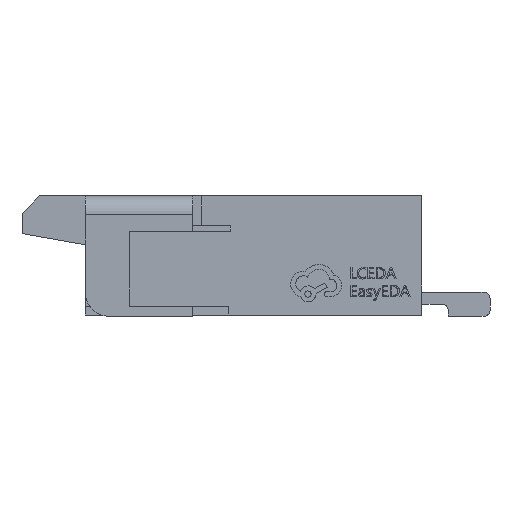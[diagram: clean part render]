
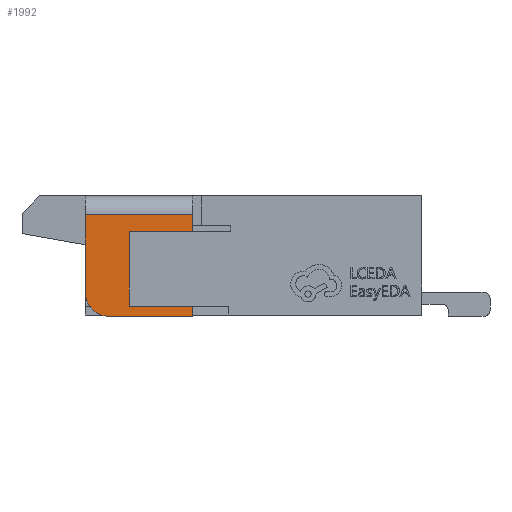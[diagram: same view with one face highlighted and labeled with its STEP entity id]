
A CAD part, left-side view. The second image highlights one B-rep face of the part: STEP entity #1992.
In plain terms, the highlighted planar face has unit normal (-1, 0, 0).
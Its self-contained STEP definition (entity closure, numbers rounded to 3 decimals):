
#553 = CARTESIAN_POINT ( 'NONE',  ( -3.695, 1.43, 0.84 ) ) ;
#1265 = DIRECTION ( 'NONE',  ( 1., 0., 0. ) ) ;
#1339 = CARTESIAN_POINT ( 'NONE',  ( -3.695, 0.53, -0.01 ) ) ;
#1992 = ADVANCED_FACE ( 'NONE', ( #10764 ), #5203, .F. ) ;
#2922 = ORIENTED_EDGE ( 'NONE', *, *, #6161, .T. ) ;
#3797 = VECTOR ( 'NONE', #35311, 1000. ) ;
#4799 = CARTESIAN_POINT ( 'NONE',  ( -3.695, 1.43, -0.01 ) ) ;
#4879 = CARTESIAN_POINT ( 'NONE',  ( -3.695, 1.23, -0.01 ) ) ;
#5203 = PLANE ( 'NONE',  #32141 ) ;
#6033 = EDGE_CURVE ( 'NONE', #33153, #17368, #31268, .T. ) ;
#6161 = EDGE_CURVE ( 'NONE', #42324, #27502, #33803, .T. ) ;
#8219 = DIRECTION ( 'NONE',  ( 0., 0., 1. ) ) ;
#9534 = DIRECTION ( 'NONE',  ( -1., 0., 0. ) ) ;
#10764 = FACE_OUTER_BOUND ( 'NONE', #20587, .T. ) ;
#11285 = CARTESIAN_POINT ( 'NONE',  ( -3.695, 1.43, -0.01 ) ) ;
#11646 = LINE ( 'NONE', #1339, #11801 ) ;
#11801 = VECTOR ( 'NONE', #18931, 1000. ) ;
#12440 = CARTESIAN_POINT ( 'NONE',  ( -3.695, 0.53, -0.01 ) ) ;
#13654 = EDGE_CURVE ( 'NONE', #27502, #20575, #11646, .T. ) ;
#15637 = CARTESIAN_POINT ( 'NONE',  ( -3.695, 1.23, 0.19 ) ) ;
#16363 = DIRECTION ( 'NONE',  ( 0., -1., 0. ) ) ;
#17368 = VERTEX_POINT ( 'NONE', #553 ) ;
#18931 = DIRECTION ( 'NONE',  ( 0., 0., 1. ) ) ;
#19554 = VECTOR ( 'NONE', #16363, 1000. ) ;
#20575 = VERTEX_POINT ( 'NONE', #26341 ) ;
#20587 = EDGE_LOOP ( 'NONE', ( #2922, #35651, #34664, #40300, #38804 ) ) ;
#25581 = DIRECTION ( 'NONE',  ( 0., -1., 0. ) ) ;
#26341 = CARTESIAN_POINT ( 'NONE',  ( -3.695, 0.53, 0.84 ) ) ;
#27502 = VERTEX_POINT ( 'NONE', #12440 ) ;
#28045 = CIRCLE ( 'NONE', #41364, 0.2 ) ;
#29831 = VECTOR ( 'NONE', #25581, 1000. ) ;
#30649 = LINE ( 'NONE', #32632, #29831 ) ;
#31268 = LINE ( 'NONE', #32849, #3797 ) ;
#32141 = AXIS2_PLACEMENT_3D ( 'NONE', #11285, #1265, #8219 ) ;
#32632 = CARTESIAN_POINT ( 'NONE',  ( -3.695, 1.43, 0.84 ) ) ;
#32849 = CARTESIAN_POINT ( 'NONE',  ( -3.695, 1.43, -0.01 ) ) ;
#33153 = VERTEX_POINT ( 'NONE', #38838 ) ;
#33803 = LINE ( 'NONE', #4799, #19554 ) ;
#34664 = ORIENTED_EDGE ( 'NONE', *, *, #35270, .F. ) ;
#35270 = EDGE_CURVE ( 'NONE', #17368, #20575, #30649, .T. ) ;
#35311 = DIRECTION ( 'NONE',  ( 0., 0., 1. ) ) ;
#35651 = ORIENTED_EDGE ( 'NONE', *, *, #13654, .T. ) ;
#38804 = ORIENTED_EDGE ( 'NONE', *, *, #39813, .T. ) ;
#38838 = CARTESIAN_POINT ( 'NONE',  ( -3.695, 1.43, 0.19 ) ) ;
#39813 = EDGE_CURVE ( 'NONE', #33153, #42324, #28045, .T. ) ;
#40300 = ORIENTED_EDGE ( 'NONE', *, *, #6033, .F. ) ;
#41364 = AXIS2_PLACEMENT_3D ( 'NONE', #15637, #9534, #42126 ) ;
#42126 = DIRECTION ( 'NONE',  ( 0., 0., 1. ) ) ;
#42324 = VERTEX_POINT ( 'NONE', #4879 ) ;
